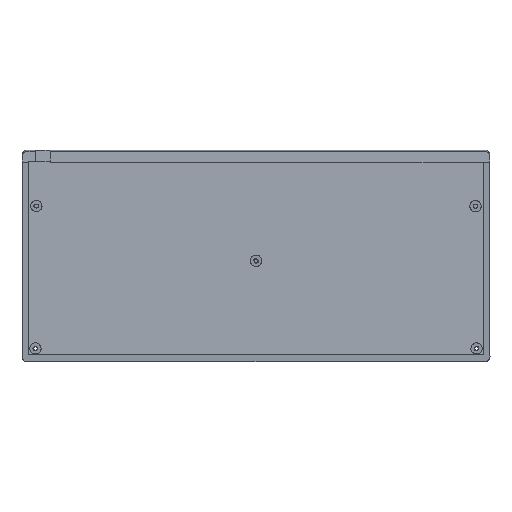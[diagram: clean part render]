
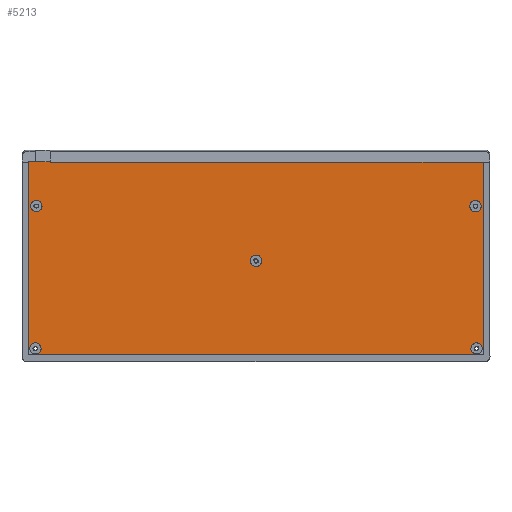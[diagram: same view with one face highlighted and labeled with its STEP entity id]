
A CAD part, top view. The second image highlights one B-rep face of the part: STEP entity #5213.
In plain terms, the highlighted planar face has unit normal (0, 0, 1).
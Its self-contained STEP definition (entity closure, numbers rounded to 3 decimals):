
#35=FACE_BOUND('',#611,.T.);
#36=FACE_BOUND('',#612,.T.);
#37=FACE_BOUND('',#613,.T.);
#50=PLANE('',#5532);
#326=FACE_OUTER_BOUND('',#610,.T.);
#610=EDGE_LOOP('',(#3964,#3965,#3966,#3967,#3968,#3969,#3970,#3971,#3972,
#3973,#3974));
#611=EDGE_LOOP('',(#3975));
#612=EDGE_LOOP('',(#3976));
#613=EDGE_LOOP('',(#3977));
#718=CIRCLE('',#5533,3.6);
#719=CIRCLE('',#5534,3.6);
#720=CIRCLE('',#5535,3.6);
#721=CIRCLE('',#5536,3.6);
#722=CIRCLE('',#5537,3.6);
#1362=LINE('',#13501,#1689);
#1374=LINE('',#13524,#1701);
#1382=LINE('',#13542,#1709);
#1383=LINE('',#13546,#1710);
#1384=LINE('',#13548,#1711);
#1385=LINE('',#13550,#1712);
#1386=LINE('',#13554,#1713);
#1387=LINE('',#13556,#1714);
#1388=LINE('',#13557,#1715);
#1689=VECTOR('',#6262,10.);
#1701=VECTOR('',#6276,10.);
#1709=VECTOR('',#6290,10.);
#1710=VECTOR('',#6293,10.);
#1711=VECTOR('',#6294,10.);
#1712=VECTOR('',#6295,10.);
#1713=VECTOR('',#6298,10.);
#1714=VECTOR('',#6299,10.);
#1715=VECTOR('',#6300,10.);
#2244=VERTEX_POINT('',#13498);
#2245=VERTEX_POINT('',#13500);
#2255=VERTEX_POINT('',#13522);
#2262=VERTEX_POINT('',#13541);
#2263=VERTEX_POINT('',#13543);
#2264=VERTEX_POINT('',#13545);
#2265=VERTEX_POINT('',#13547);
#2266=VERTEX_POINT('',#13549);
#2267=VERTEX_POINT('',#13551);
#2268=VERTEX_POINT('',#13553);
#2269=VERTEX_POINT('',#13555);
#2270=VERTEX_POINT('',#13558);
#2271=VERTEX_POINT('',#13560);
#2272=VERTEX_POINT('',#13562);
#2955=EDGE_CURVE('',#2244,#2245,#1362,.T.);
#2967=EDGE_CURVE('',#2244,#2255,#1374,.T.);
#2975=EDGE_CURVE('',#2262,#2255,#1382,.T.);
#2976=EDGE_CURVE('',#2262,#2263,#718,.T.);
#2977=EDGE_CURVE('',#2263,#2264,#1383,.T.);
#2978=EDGE_CURVE('',#2264,#2265,#1384,.T.);
#2979=EDGE_CURVE('',#2266,#2265,#1385,.T.);
#2980=EDGE_CURVE('',#2266,#2267,#719,.T.);
#2981=EDGE_CURVE('',#2267,#2268,#1386,.T.);
#2982=EDGE_CURVE('',#2268,#2269,#1387,.T.);
#2983=EDGE_CURVE('',#2245,#2269,#1388,.T.);
#2984=EDGE_CURVE('',#2270,#2270,#720,.T.);
#2985=EDGE_CURVE('',#2271,#2271,#721,.T.);
#2986=EDGE_CURVE('',#2272,#2272,#722,.T.);
#3964=ORIENTED_EDGE('',*,*,#2955,.F.);
#3965=ORIENTED_EDGE('',*,*,#2967,.T.);
#3966=ORIENTED_EDGE('',*,*,#2975,.F.);
#3967=ORIENTED_EDGE('',*,*,#2976,.T.);
#3968=ORIENTED_EDGE('',*,*,#2977,.T.);
#3969=ORIENTED_EDGE('',*,*,#2978,.T.);
#3970=ORIENTED_EDGE('',*,*,#2979,.F.);
#3971=ORIENTED_EDGE('',*,*,#2980,.T.);
#3972=ORIENTED_EDGE('',*,*,#2981,.T.);
#3973=ORIENTED_EDGE('',*,*,#2982,.T.);
#3974=ORIENTED_EDGE('',*,*,#2983,.F.);
#3975=ORIENTED_EDGE('',*,*,#2984,.T.);
#3976=ORIENTED_EDGE('',*,*,#2985,.T.);
#3977=ORIENTED_EDGE('',*,*,#2986,.T.);
#5213=ADVANCED_FACE('',(#326,#35,#36,#37),#50,.T.);
#5532=AXIS2_PLACEMENT_3D('',#13540,#6288,#6289);
#5533=AXIS2_PLACEMENT_3D('',#13544,#6291,#6292);
#5534=AXIS2_PLACEMENT_3D('',#13552,#6296,#6297);
#5535=AXIS2_PLACEMENT_3D('',#13559,#6301,#6302);
#5536=AXIS2_PLACEMENT_3D('',#13561,#6303,#6304);
#5537=AXIS2_PLACEMENT_3D('',#13563,#6305,#6306);
#6262=DIRECTION('',(1.,0.,0.));
#6276=DIRECTION('',(0.,-1.,0.));
#6288=DIRECTION('center_axis',(0.,0.,1.));
#6289=DIRECTION('ref_axis',(1.,0.,0.));
#6290=DIRECTION('',(-1.,0.,0.));
#6291=DIRECTION('center_axis',(0.,0.,-1.));
#6292=DIRECTION('ref_axis',(-1.,0.,0.));
#6293=DIRECTION('',(0.,-1.,0.));
#6294=DIRECTION('',(1.,0.,0.));
#6295=DIRECTION('',(0.,-1.,0.));
#6296=DIRECTION('center_axis',(0.,0.,-1.));
#6297=DIRECTION('ref_axis',(-1.,0.,0.));
#6298=DIRECTION('',(1.,0.,0.));
#6299=DIRECTION('',(0.,1.,0.));
#6300=DIRECTION('',(1.,0.,0.));
#6301=DIRECTION('center_axis',(0.,0.,-1.));
#6302=DIRECTION('ref_axis',(-1.,0.,0.));
#6303=DIRECTION('center_axis',(0.,0.,-1.));
#6304=DIRECTION('ref_axis',(-1.,0.,0.));
#6305=DIRECTION('center_axis',(0.,0.,-1.));
#6306=DIRECTION('ref_axis',(-1.,0.,0.));
#13498=CARTESIAN_POINT('',(17.438,-28.,-4.));
#13500=CARTESIAN_POINT('',(305.438,-28.,-4.));
#13501=CARTESIAN_POINT('',(90.5,-28.,-4.));
#13522=CARTESIAN_POINT('',(17.438,-145.717,-4.));
#13524=CARTESIAN_POINT('',(17.438,-117.609,-4.));
#13540=CARTESIAN_POINT('Origin',(162.5,-89.5,-4.));
#13541=CARTESIAN_POINT('',(18.438,-145.717,-4.));
#13542=CARTESIAN_POINT('',(18.438,-145.717,-4.));
#13543=CARTESIAN_POINT('',(23.27,-149.905,-4.));
#13544=CARTESIAN_POINT('Origin',(21.938,-146.56,-4.));
#13545=CARTESIAN_POINT('',(23.27,-150.405,-4.));
#13546=CARTESIAN_POINT('',(23.27,-149.905,-4.));
#13547=CARTESIAN_POINT('',(300.606,-150.405,-4.));
#13548=CARTESIAN_POINT('',(230.288,-150.405,-4.));
#13549=CARTESIAN_POINT('',(300.606,-149.905,-4.));
#13550=CARTESIAN_POINT('',(300.606,-149.905,-4.));
#13551=CARTESIAN_POINT('',(305.438,-145.717,-4.));
#13552=CARTESIAN_POINT('Origin',(301.938,-146.56,-4.));
#13553=CARTESIAN_POINT('',(306.438,-145.717,-4.));
#13554=CARTESIAN_POINT('',(305.438,-145.717,-4.));
#13555=CARTESIAN_POINT('',(306.438,-28.,-4.));
#13556=CARTESIAN_POINT('',(306.438,-60.507,-4.));
#13557=CARTESIAN_POINT('',(305.438,-28.,-4.));
#13558=CARTESIAN_POINT('',(304.838,-56.26,-4.));
#13559=CARTESIAN_POINT('Origin',(301.238,-56.26,-4.));
#13560=CARTESIAN_POINT('',(26.138,-56.16,-4.));
#13561=CARTESIAN_POINT('Origin',(22.538,-56.16,-4.));
#13562=CARTESIAN_POINT('',(165.538,-90.86,-4.));
#13563=CARTESIAN_POINT('Origin',(161.938,-90.86,-4.));
